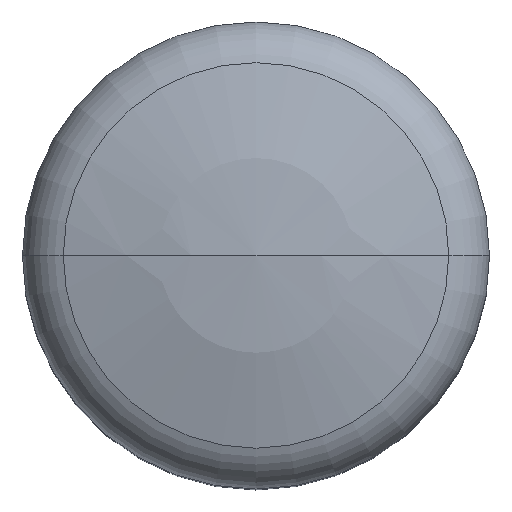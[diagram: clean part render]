
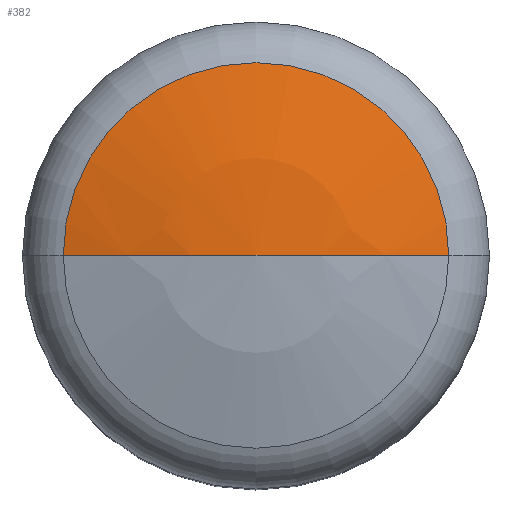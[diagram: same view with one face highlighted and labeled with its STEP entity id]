
A CAD part, top view. The second image highlights one B-rep face of the part: STEP entity #382.
In plain terms, the highlighted spherical face has radius 26 mm.
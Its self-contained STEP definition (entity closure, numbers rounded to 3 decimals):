
#178=VERTEX_POINT('',#448);
#358=EDGE_CURVE('',#386,#178,#651,.T.);
#360=EDGE_CURVE('',#400,#386,#653,.T.);
#382=ADVANCED_FACE('',(#677),#678,.T.);
#386=VERTEX_POINT('',#683);
#388=EDGE_CURVE('',#178,#400,#685,.T.);
#400=VERTEX_POINT('',#700);
#448=CARTESIAN_POINT('',(-7.429,0.,41.416));
#651=CIRCLE('',#1070,7.429);
#653=CIRCLE('',#1073,26.);
#677=FACE_OUTER_BOUND('',#1105,.T.);
#678=SPHERICAL_SURFACE('',#1106,26.);
#683=CARTESIAN_POINT('',(7.429,0.,41.416));
#685=CIRCLE('',#1114,26.);
#700=CARTESIAN_POINT('',(0.,0.,42.5));
#1070=AXIS2_PLACEMENT_3D('',#1403,#1404,#1405);
#1073=AXIS2_PLACEMENT_3D('',#1406,#1407,#1408);
#1105=EDGE_LOOP('',(#1436,#1437,#1438));
#1106=AXIS2_PLACEMENT_3D('',#1439,#1440,#1441);
#1114=AXIS2_PLACEMENT_3D('',#1450,#1451,#1452);
#1403=CARTESIAN_POINT('',(0.,0.,41.416));
#1404=DIRECTION('',(0.0,0.0,1.0));
#1405=DIRECTION('',(1.0,0.,0.0));
#1406=CARTESIAN_POINT('',(0.,0.,16.5));
#1407=DIRECTION('',(0.,1.0,0.0));
#1408=DIRECTION('',(0.0,-0.0,-1.0));
#1436=ORIENTED_EDGE('',*,*,#388,.T.);
#1437=ORIENTED_EDGE('',*,*,#360,.T.);
#1438=ORIENTED_EDGE('',*,*,#358,.T.);
#1439=CARTESIAN_POINT('',(0.,0.,16.5));
#1440=DIRECTION('',(0.0,0.0,1.0));
#1441=DIRECTION('',(-1.0,0.,0.0));
#1450=CARTESIAN_POINT('',(0.,0.,16.5));
#1451=DIRECTION('',(0.,1.0,0.0));
#1452=DIRECTION('',(0.0,-0.0,-1.0));
